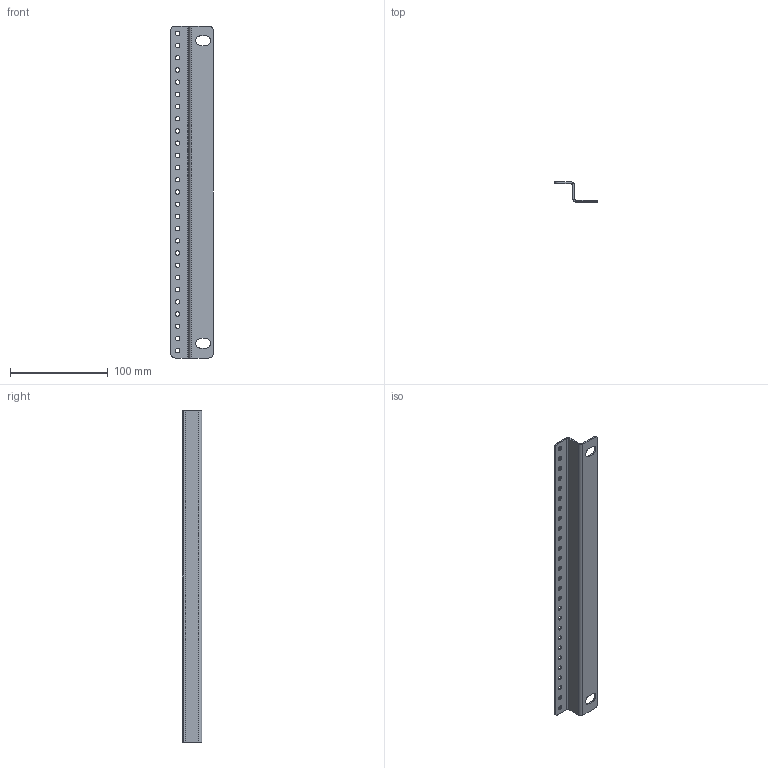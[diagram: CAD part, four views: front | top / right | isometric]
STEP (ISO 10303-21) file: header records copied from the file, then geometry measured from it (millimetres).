
FILE_DESCRIPTION (( 'STEP AP203' ), '1' );
FILE_NAME ('401.040.STEP', '2024-04-15T05:36:57', ( '' ), ( '' ), 'SwSTEP 2.0', 'SolidWorks 2021', '' );
FILE_SCHEMA (( 'CONFIG_CONTROL_DESIGN' ));
Length unit declared in the file: millimetre
Products named in the file (1): 401.040
Bounding box: 43.5 x 20 x 340 mm (x, y, z)
Volume: 29580.2 mm3; surface area: 41326 mm2
Topology: 1 solids, 1 shells, 88 faces, 242 edges, 156 vertices
Faces by surface type: cylinder 62, plane 22, bspline 4
Entity records: 3083 total; most frequent: CARTESIAN_POINT 579, DIRECTION 520, ORIENTED_EDGE 484, EDGE_CURVE 242, AXIS2_PLACEMENT_3D 209, VERTEX_POINT 156, EDGE_LOOP 146, CIRCLE 124
